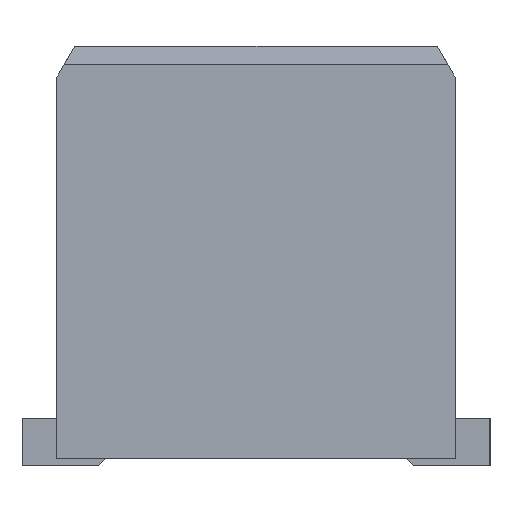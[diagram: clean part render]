
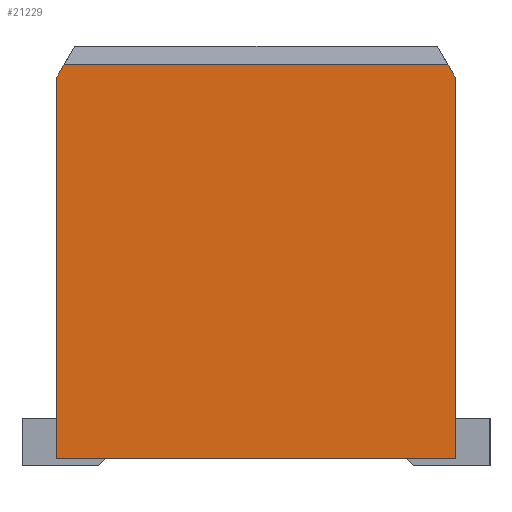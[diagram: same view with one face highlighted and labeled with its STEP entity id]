
A CAD part, left-side view. The second image highlights one B-rep face of the part: STEP entity #21229.
In plain terms, the highlighted planar face has unit normal (-1, 0, 0).
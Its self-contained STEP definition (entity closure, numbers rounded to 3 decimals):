
#150=CARTESIAN_POINT('',(-7.067,-1.6,0.059));
#151=VERTEX_POINT('',#150);
#158=CARTESIAN_POINT('',(-7.067,1.6,0.059));
#159=VERTEX_POINT('',#158);
#160=CARTESIAN_POINT('',(-7.067,-1.6,0.059));
#161=DIRECTION('',(0.0,1.0,0.0));
#162=VECTOR('',#161,3.2);
#163=LINE('',#160,#162);
#164=EDGE_CURVE('',#151,#159,#163,.T.);
#5056=CARTESIAN_POINT('',(-7.067,1.6,3.105));
#5057=VERTEX_POINT('',#5056);
#5058=CARTESIAN_POINT('',(-7.067,1.6,0.059));
#5059=DIRECTION('',(0.0,0.0,1.0));
#5060=VECTOR('',#5059,3.046);
#5061=LINE('',#5058,#5060);
#5062=EDGE_CURVE('',#159,#5057,#5061,.T.);
#5504=CARTESIAN_POINT('',(-7.067,1.538,3.213));
#5505=VERTEX_POINT('',#5504);
#5512=CARTESIAN_POINT('',(-7.067,-1.538,3.213));
#5513=VERTEX_POINT('',#5512);
#5514=CARTESIAN_POINT('',(-7.067,-1.538,3.213));
#5515=DIRECTION('',(0.0,1.0,0.0));
#5516=VECTOR('',#5515,3.076);
#5517=LINE('',#5514,#5516);
#5518=EDGE_CURVE('',#5513,#5505,#5517,.T.);
#9549=CARTESIAN_POINT('',(-7.067,1.6,3.105));
#9550=DIRECTION('',(0.0,-0.5,0.866));
#9551=VECTOR('',#9550,0.124);
#9552=LINE('',#9549,#9551);
#9553=EDGE_CURVE('',#5057,#5505,#9552,.T.);
#9775=CARTESIAN_POINT('',(-7.067,-1.6,3.105));
#9776=VERTEX_POINT('',#9775);
#9798=CARTESIAN_POINT('',(-7.067,-1.6,3.105));
#9799=DIRECTION('',(0.0,0.5,0.866));
#9800=VECTOR('',#9799,0.124);
#9801=LINE('',#9798,#9800);
#9802=EDGE_CURVE('',#9776,#5513,#9801,.T.);
#21211=CARTESIAN_POINT('',(-7.067,-0.799,0.123));
#21212=DIRECTION('',(1.0,0.0,0.0));
#21213=DIRECTION('',(0.0,0.0,-1.0));
#21214=AXIS2_PLACEMENT_3D('',#21211,#21212,#21213);
#21215=PLANE('',#21214);
#21216=ORIENTED_EDGE('',*,*,#164,.F.);
#21217=CARTESIAN_POINT('',(-7.067,-1.6,0.059));
#21218=DIRECTION('',(0.0,0.0,1.0));
#21219=VECTOR('',#21218,3.046);
#21220=LINE('',#21217,#21219);
#21221=EDGE_CURVE('',#151,#9776,#21220,.T.);
#21222=ORIENTED_EDGE('',*,*,#21221,.T.);
#21223=ORIENTED_EDGE('',*,*,#9802,.T.);
#21224=ORIENTED_EDGE('',*,*,#5518,.T.);
#21225=ORIENTED_EDGE('',*,*,#9553,.F.);
#21226=ORIENTED_EDGE('',*,*,#5062,.F.);
#21227=EDGE_LOOP('',(#21216,#21222,#21223,#21224,#21225,#21226));
#21228=FACE_OUTER_BOUND('',#21227,.T.);
#21229=ADVANCED_FACE('',(#21228),#21215,.F.);
